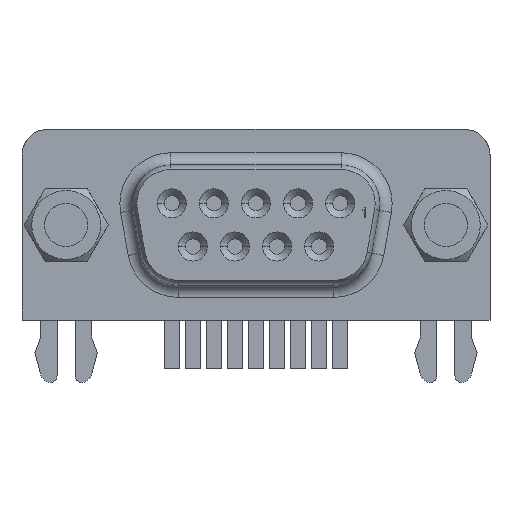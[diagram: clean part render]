
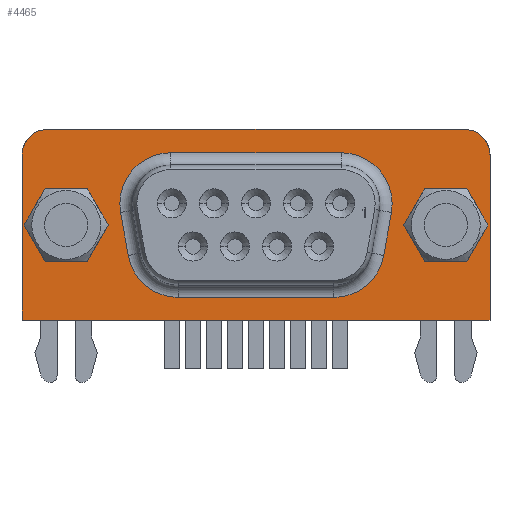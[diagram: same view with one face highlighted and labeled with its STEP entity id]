
A CAD part, top view. The second image highlights one B-rep face of the part: STEP entity #4465.
In plain terms, the highlighted planar face has unit normal (0, 0, 1).
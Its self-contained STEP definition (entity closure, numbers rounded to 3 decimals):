
#315=DIRECTION('',(-0.174,-0.985,0.));
#316=VECTOR('',#315,2.864);
#317=CARTESIAN_POINT('',(8.912,0.828,-6.));
#318=LINE('',#317,#316);
#329=CARTESIAN_POINT('',(5.61,1.41,-6.));
#330=DIRECTION('',(0.,0.,-1.));
#331=DIRECTION('',(0.,1.,0.));
#332=AXIS2_PLACEMENT_3D('',#329,#330,#331);
#343=DIRECTION('',(1.,0.,0.));
#344=VECTOR('',#343,11.22);
#345=CARTESIAN_POINT('',(-5.61,4.763,-6.));
#346=LINE('',#345,#344);
#357=CARTESIAN_POINT('',(-5.61,1.41,-6.));
#358=DIRECTION('',(0.,0.,-1.));
#359=DIRECTION('',(-0.985,-0.174,0.));
#360=AXIS2_PLACEMENT_3D('',#357,#358,#359);
#371=DIRECTION('',(-0.174,0.985,0.));
#372=VECTOR('',#371,2.864);
#373=CARTESIAN_POINT('',(-8.415,-1.992,-6.));
#374=LINE('',#373,#372);
#385=CARTESIAN_POINT('',(-5.113,-1.41,-6.));
#386=DIRECTION('',(0.,0.,-1.));
#387=DIRECTION('',(0.,-1.,0.));
#388=AXIS2_PLACEMENT_3D('',#385,#386,#387);
#399=DIRECTION('',(-1.,0.,0.));
#400=VECTOR('',#399,10.226);
#401=CARTESIAN_POINT('',(5.113,-4.763,-6.));
#402=LINE('',#401,#400);
#413=CARTESIAN_POINT('',(5.113,-1.41,-6.));
#414=DIRECTION('',(0.,0.,-1.));
#415=DIRECTION('',(0.985,-0.174,0.));
#416=AXIS2_PLACEMENT_3D('',#413,#414,#415);
#418=DIRECTION('',(1.,0.,0.));
#419=VECTOR('',#418,27.41);
#420=CARTESIAN_POINT('',(-13.705,6.3,-6.));
#421=LINE('',#420,#419);
#422=DIRECTION('',(1.,0.,0.));
#423=VECTOR('',#422,2.766);
#424=CARTESIAN_POINT('',(11.117,2.395,-6.));
#425=LINE('',#424,#423);
#426=DIRECTION('',(0.5,0.866,0.));
#427=VECTOR('',#426,2.766);
#428=CARTESIAN_POINT('',(9.734,0.,-6.));
#429=LINE('',#428,#427);
#430=DIRECTION('',(-0.5,0.866,0.));
#431=VECTOR('',#430,2.766);
#432=CARTESIAN_POINT('',(11.117,-2.395,-6.));
#433=LINE('',#432,#431);
#434=DIRECTION('',(-1.,0.,0.));
#435=VECTOR('',#434,2.766);
#436=CARTESIAN_POINT('',(13.883,-2.395,-6.));
#437=LINE('',#436,#435);
#438=DIRECTION('',(-0.5,-0.866,0.));
#439=VECTOR('',#438,2.766);
#440=CARTESIAN_POINT('',(15.266,0.,-6.));
#441=LINE('',#440,#439);
#442=DIRECTION('',(0.5,-0.866,0.));
#443=VECTOR('',#442,2.766);
#444=CARTESIAN_POINT('',(13.883,2.395,-6.));
#445=LINE('',#444,#443);
#446=DIRECTION('',(0.5,-0.866,0.));
#447=VECTOR('',#446,2.766);
#448=CARTESIAN_POINT('',(-15.266,0.,-6.));
#449=LINE('',#448,#447);
#450=DIRECTION('',(1.,0.,0.));
#451=VECTOR('',#450,2.766);
#452=CARTESIAN_POINT('',(-13.883,-2.395,-6.));
#453=LINE('',#452,#451);
#454=DIRECTION('',(0.5,0.866,0.));
#455=VECTOR('',#454,2.766);
#456=CARTESIAN_POINT('',(-11.117,-2.395,-6.));
#457=LINE('',#456,#455);
#458=DIRECTION('',(-0.5,0.866,0.));
#459=VECTOR('',#458,2.766);
#460=CARTESIAN_POINT('',(-9.734,0.,-6.));
#461=LINE('',#460,#459);
#462=DIRECTION('',(-1.,0.,0.));
#463=VECTOR('',#462,2.766);
#464=CARTESIAN_POINT('',(-11.117,2.395,-6.));
#465=LINE('',#464,#463);
#466=DIRECTION('',(-0.5,-0.866,0.));
#467=VECTOR('',#466,2.766);
#468=CARTESIAN_POINT('',(-13.883,2.395,-6.));
#469=LINE('',#468,#467);
#480=CARTESIAN_POINT('',(13.705,4.6,-6.));
#481=DIRECTION('',(0.,0.,1.));
#482=DIRECTION('',(1.,0.,0.));
#483=AXIS2_PLACEMENT_3D('',#480,#481,#482);
#525=DIRECTION('',(0.,-1.,0.));
#526=VECTOR('',#525,10.85);
#527=CARTESIAN_POINT('',(15.405,4.6,-6.));
#528=LINE('',#527,#526);
#938=DIRECTION('',(1.,0.,0.));
#939=VECTOR('',#938,30.81);
#940=CARTESIAN_POINT('',(-15.405,-6.25,-6.));
#941=LINE('',#940,#939);
#1444=DIRECTION('',(0.,-1.,0.));
#1445=VECTOR('',#1444,10.85);
#1446=CARTESIAN_POINT('',(-15.405,4.6,-6.));
#1447=LINE('',#1446,#1445);
#1546=CARTESIAN_POINT('',(-13.705,4.6,-6.));
#1547=DIRECTION('',(0.,0.,1.));
#1548=DIRECTION('',(0.,1.,0.));
#1549=AXIS2_PLACEMENT_3D('',#1546,#1547,#1548);
#3076=CARTESIAN_POINT('',(-15.405,-6.25,-6.));
#3078=VERTEX_POINT('',#3076);
#3086=CARTESIAN_POINT('',(15.405,-6.25,-6.));
#3088=VERTEX_POINT('',#3086);
#3108=CARTESIAN_POINT('',(15.405,4.6,-6.));
#3109=CARTESIAN_POINT('',(13.705,6.3,-6.));
#3110=VERTEX_POINT('',#3108);
#3111=VERTEX_POINT('',#3109);
#3114=CARTESIAN_POINT('',(-13.705,6.3,-6.));
#3116=VERTEX_POINT('',#3114);
#3118=CARTESIAN_POINT('',(-15.405,4.6,-6.));
#3119=VERTEX_POINT('',#3118);
#3124=CARTESIAN_POINT('',(-5.61,4.763,-6.));
#3125=CARTESIAN_POINT('',(5.61,4.763,-6.));
#3126=VERTEX_POINT('',#3124);
#3127=VERTEX_POINT('',#3125);
#3130=CARTESIAN_POINT('',(-8.912,0.828,-6.));
#3131=VERTEX_POINT('',#3130);
#3134=CARTESIAN_POINT('',(-8.415,-1.992,-6.));
#3135=VERTEX_POINT('',#3134);
#3138=CARTESIAN_POINT('',(-5.113,-4.763,-6.));
#3139=VERTEX_POINT('',#3138);
#3142=CARTESIAN_POINT('',(5.113,-4.763,-6.));
#3143=VERTEX_POINT('',#3142);
#3146=CARTESIAN_POINT('',(8.415,-1.992,-6.));
#3147=VERTEX_POINT('',#3146);
#3150=CARTESIAN_POINT('',(8.912,0.828,-6.));
#3151=VERTEX_POINT('',#3150);
#3724=CARTESIAN_POINT('',(11.117,-2.395,-6.));
#3725=VERTEX_POINT('',#3724);
#3726=CARTESIAN_POINT('',(9.734,0.,-6.));
#3727=VERTEX_POINT('',#3726);
#3728=CARTESIAN_POINT('',(11.117,2.395,-6.));
#3729=VERTEX_POINT('',#3728);
#3730=CARTESIAN_POINT('',(13.883,2.395,-6.));
#3731=VERTEX_POINT('',#3730);
#3732=CARTESIAN_POINT('',(15.266,0.,-6.));
#3733=VERTEX_POINT('',#3732);
#3734=CARTESIAN_POINT('',(13.883,-2.395,-6.));
#3735=VERTEX_POINT('',#3734);
#3905=CARTESIAN_POINT('',(-11.117,-2.395,-6.));
#3907=VERTEX_POINT('',#3905);
#3909=CARTESIAN_POINT('',(-9.734,0.,-6.));
#3911=VERTEX_POINT('',#3909);
#3913=CARTESIAN_POINT('',(-11.117,2.395,-6.));
#3915=VERTEX_POINT('',#3913);
#3917=CARTESIAN_POINT('',(-13.883,2.395,-6.));
#3919=VERTEX_POINT('',#3917);
#3921=CARTESIAN_POINT('',(-15.266,0.,-6.));
#3923=VERTEX_POINT('',#3921);
#3925=CARTESIAN_POINT('',(-13.883,-2.395,-6.));
#3927=VERTEX_POINT('',#3925);
#4408=CARTESIAN_POINT('',(-15.405,6.3,-6.));
#4409=DIRECTION('',(0.,0.,1.));
#4410=DIRECTION('',(0.,-1.,0.));
#4411=AXIS2_PLACEMENT_3D('',#4408,#4409,#4410);
#4412=PLANE('',#4411);
#4414=ORIENTED_EDGE('',*,*,#4413,.F.);
#4416=ORIENTED_EDGE('',*,*,#4415,.T.);
#4418=ORIENTED_EDGE('',*,*,#4417,.F.);
#4420=ORIENTED_EDGE('',*,*,#4419,.F.);
#4422=ORIENTED_EDGE('',*,*,#4421,.F.);
#4424=ORIENTED_EDGE('',*,*,#4423,.T.);
#4425=EDGE_LOOP('',(#4414,#4416,#4418,#4420,#4422,#4424));
#4426=FACE_OUTER_BOUND('',#4425,.F.);
#4427=ORIENTED_EDGE('',*,*,#4333,.F.);
#4428=ORIENTED_EDGE('',*,*,#4347,.F.);
#4429=ORIENTED_EDGE('',*,*,#4361,.F.);
#4430=ORIENTED_EDGE('',*,*,#4375,.F.);
#4431=ORIENTED_EDGE('',*,*,#4389,.F.);
#4432=ORIENTED_EDGE('',*,*,#4402,.F.);
#4433=ORIENTED_EDGE('',*,*,#4304,.F.);
#4434=ORIENTED_EDGE('',*,*,#4319,.F.);
#4435=EDGE_LOOP('',(#4427,#4428,#4429,#4430,#4431,#4432,#4433,#4434));
#4436=FACE_BOUND('',#4435,.F.);
#4438=ORIENTED_EDGE('',*,*,#4437,.F.);
#4440=ORIENTED_EDGE('',*,*,#4439,.F.);
#4442=ORIENTED_EDGE('',*,*,#4441,.F.);
#4444=ORIENTED_EDGE('',*,*,#4443,.F.);
#4446=ORIENTED_EDGE('',*,*,#4445,.F.);
#4448=ORIENTED_EDGE('',*,*,#4447,.F.);
#4449=EDGE_LOOP('',(#4438,#4440,#4442,#4444,#4446,#4448));
#4450=FACE_BOUND('',#4449,.F.);
#4452=ORIENTED_EDGE('',*,*,#4451,.T.);
#4454=ORIENTED_EDGE('',*,*,#4453,.T.);
#4456=ORIENTED_EDGE('',*,*,#4455,.T.);
#4458=ORIENTED_EDGE('',*,*,#4457,.T.);
#4460=ORIENTED_EDGE('',*,*,#4459,.T.);
#4462=ORIENTED_EDGE('',*,*,#4461,.T.);
#4463=EDGE_LOOP('',(#4452,#4454,#4456,#4458,#4460,#4462));
#4464=FACE_BOUND('',#4463,.F.);
#333=CIRCLE('',#332,3.353);
#361=CIRCLE('',#360,3.353);
#389=CIRCLE('',#388,3.353);
#417=CIRCLE('',#416,3.353);
#484=CIRCLE('',#483,1.7);
#1550=CIRCLE('',#1549,1.7);
#4304=EDGE_CURVE('',#3151,#3147,#318,.T.);
#4319=EDGE_CURVE('',#3127,#3151,#333,.T.);
#4333=EDGE_CURVE('',#3126,#3127,#346,.T.);
#4347=EDGE_CURVE('',#3131,#3126,#361,.T.);
#4361=EDGE_CURVE('',#3135,#3131,#374,.T.);
#4375=EDGE_CURVE('',#3139,#3135,#389,.T.);
#4389=EDGE_CURVE('',#3143,#3139,#402,.T.);
#4402=EDGE_CURVE('',#3147,#3143,#417,.T.);
#4413=EDGE_CURVE('',#3110,#3111,#484,.T.);
#4415=EDGE_CURVE('',#3110,#3088,#528,.T.);
#4417=EDGE_CURVE('',#3078,#3088,#941,.T.);
#4419=EDGE_CURVE('',#3119,#3078,#1447,.T.);
#4421=EDGE_CURVE('',#3116,#3119,#1550,.T.);
#4423=EDGE_CURVE('',#3116,#3111,#421,.T.);
#4437=EDGE_CURVE('',#3729,#3731,#425,.T.);
#4439=EDGE_CURVE('',#3727,#3729,#429,.T.);
#4441=EDGE_CURVE('',#3725,#3727,#433,.T.);
#4443=EDGE_CURVE('',#3735,#3725,#437,.T.);
#4445=EDGE_CURVE('',#3733,#3735,#441,.T.);
#4447=EDGE_CURVE('',#3731,#3733,#445,.T.);
#4451=EDGE_CURVE('',#3923,#3927,#449,.T.);
#4453=EDGE_CURVE('',#3927,#3907,#453,.T.);
#4455=EDGE_CURVE('',#3907,#3911,#457,.T.);
#4457=EDGE_CURVE('',#3911,#3915,#461,.T.);
#4459=EDGE_CURVE('',#3915,#3919,#465,.T.);
#4461=EDGE_CURVE('',#3919,#3923,#469,.T.);
#4465=ADVANCED_FACE('',(#4426,#4436,#4450,#4464),#4412,.T.);
